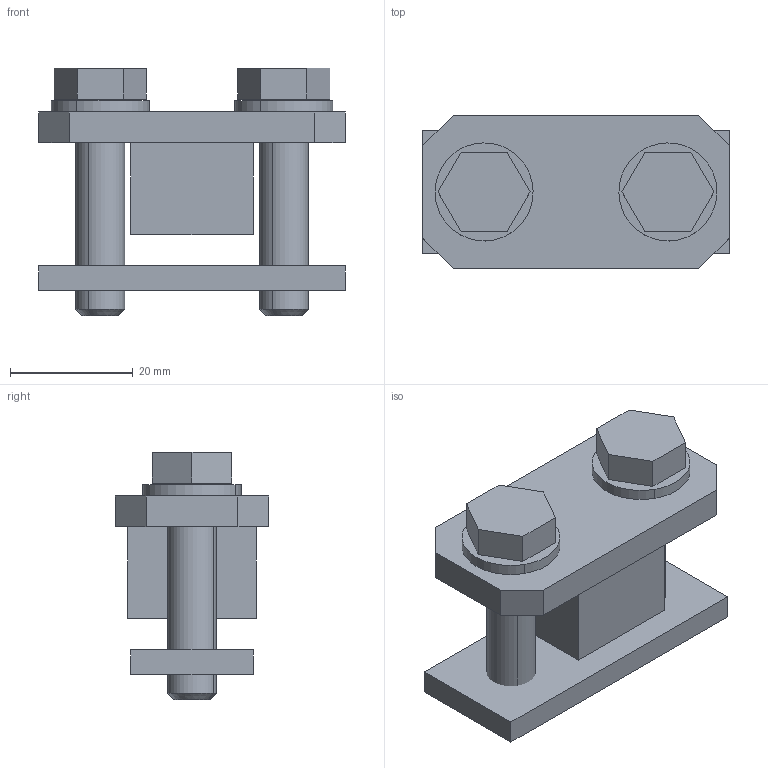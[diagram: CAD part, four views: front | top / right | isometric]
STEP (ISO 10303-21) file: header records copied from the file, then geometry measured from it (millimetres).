
FILE_DESCRIPTION(('CATIA V5 STEP Exchange','CAx-IF Rec.Pracs.--- Model Styling and Organization---1.5--- 2016-08-15','CAx-IF Rec.Pracs.---Supplemental Geometry---1.0---2011-11-01','CAx-IF Rec.Pracs.--- Composite Materials ---1.1---2010-07-15'),'2;1');
FILE_NAME('K3011005_Schellenklemme_S3.stp','2023-01-11T14:09:29+00:00',('none'),('none'),'CATIA Version 5-6 Release 2021 SP4 HF5','CATIA V5 STEP AP214 v2','none');
FILE_SCHEMA(('AUTOMOTIVE_DESIGN { 1 0 10303 214 1 1 1 1 }'));
Length unit declared in the file: millimetre
Products named in the file (5): K3011005_Schellenklemme S3; 57401_Klemmenunterteil; 57402_Klemmenoberteil; 65726_Sechskantschraube mit Ring; 14735_20_Schiene 21x15
Assembly tree (5 placements, depth 2):
  K3011005_Schellenklemme S3
    57401_Klemmenunterteil
    57402_Klemmenoberteil
    65726_Sechskantschraube mit Ring  x2
    14735_20_Schiene 21x15
Bounding box: 50 x 25 x 40.3 mm (x, y, z)
Volume: 20875.1 mm3; surface area: 11056.9 mm2
Topology: 5 solids, 5 shells, 70 faces, 158 edges, 104 vertices
Faces by surface type: plane 44, cylinder 22, cone 4
Entity records: 1504 total; most frequent: CARTESIAN_POINT 248, ORIENTED_EDGE 236, DIRECTION 222, EDGE_CURVE 118, AXIS2_PLACEMENT_3D 86, VECTOR 84, LINE 84, VERTEX_POINT 78
